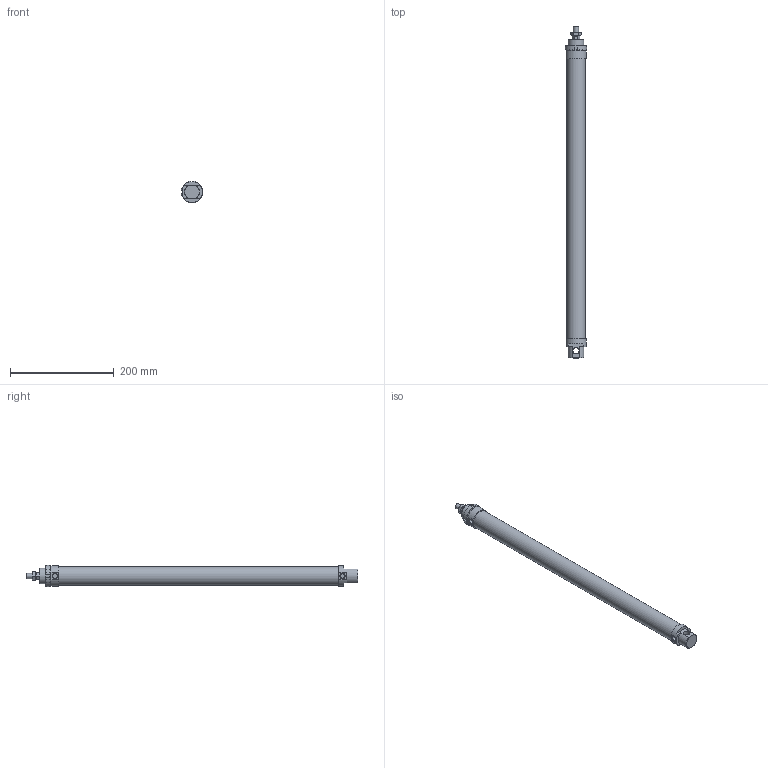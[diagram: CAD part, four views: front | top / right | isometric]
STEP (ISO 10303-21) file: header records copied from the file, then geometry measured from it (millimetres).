
FILE_DESCRIPTION(/* description */ ('Unknown'),/* implementation_level */ '2;1');
FILE_NAME(/* name */ '1260.32.500.E',/* time_stamp */ '2019-04-01T14:25:36-04:00',/* author */ ('Unknown'),/* organization */ ('Unknown'),/* preprocessor_version */ 'ST-DEVELOPER v16.7',/* originating_system */ 'DEX',/* authorisation */ $);
FILE_SCHEMA (('AUTOMOTIVE_DESIGN {1 0 10303 214 3 1 1}'));
Length unit declared in the file: millimetre
Products named in the file (5): 1260.32.500.E; S1260E_32_100; C1260E_32_100; 1200_32_05; 1200_32_06
Assembly tree (4 placements, depth 2):
  1260.32.500.E
    S1260E_32_100
    C1260E_32_100
    1200_32_05
    1200_32_06
Bounding box: 41.7 x 639 x 41.7 mm (x, y, z)
Volume: 619464.6 mm3; surface area: 122715.5 mm2
Topology: 4 solids, 4 shells, 100 faces, 235 edges, 151 vertices
Faces by surface type: plane 54, cone 29, cylinder 17
Full cylindrical faces by diameter (mm): 8.7 x2, 8.75 x1, 8.8 x1, 10 x1, 12 x1, 28.5 x1, 30 x1, 36 x1
Entity records: 2880 total; most frequent: CARTESIAN_POINT 527, DIRECTION 482, ORIENTED_EDGE 434, EDGE_CURVE 217, AXIS2_PLACEMENT_3D 188, VERTEX_POINT 149, EDGE_LOOP 130, FACE_BOUND 130
